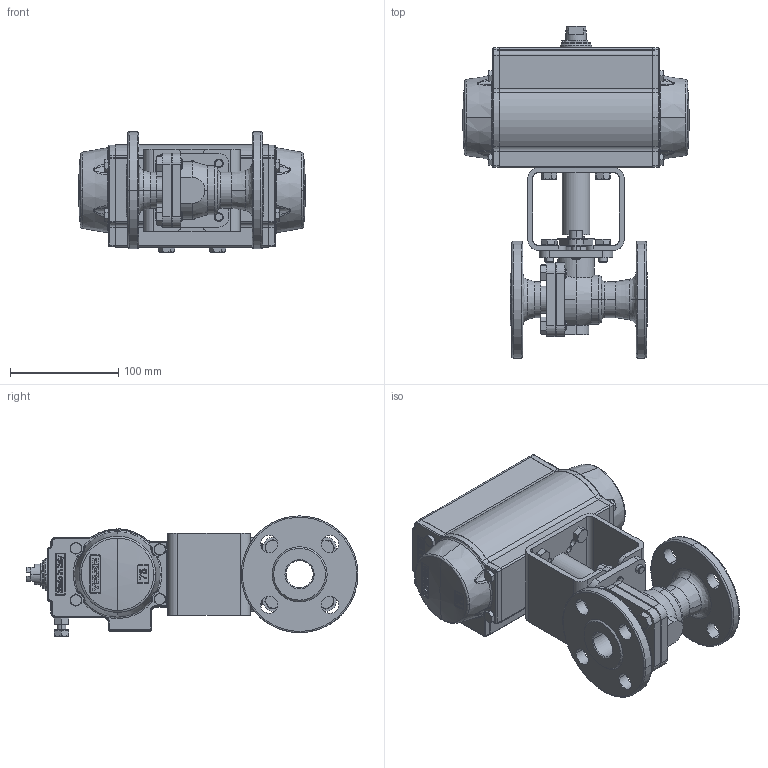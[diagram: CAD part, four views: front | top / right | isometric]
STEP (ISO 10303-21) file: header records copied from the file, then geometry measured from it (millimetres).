
FILE_DESCRIPTION (( 'STEP AP203' ), '1' );
FILE_NAME ('5801F-100_UT-2.STEP', '2017-11-27T19:59:47', ( '' ), ( '' ), 'SwSTEP 2.0', 'SolidWorks 2014', '' );
FILE_SCHEMA (( 'CONFIG_CONTROL_DESIGN' ));
Length unit declared in the file: inch
Products named in the file (1): 5801F-100_UT-2
Bounding box: 209.78 x 306.92 x 111.17 mm (x, y, z)
Surface area: 230967.9 mm2 (no closed solid volume)
Topology: 0 solids, 50 shells, 1306 faces, 4155 edges, 2812 vertices
Faces by surface type: plane 489, bspline 280, cylinder 267, cone 244, sphere 26
Entity records: 65337 total; most frequent: CARTESIAN_POINT 31382, ORIENTED_EDGE 6904, DIRECTION 6498, EDGE_CURVE 4141, VERTEX_POINT 2812, AXIS2_PLACEMENT_3D 2454, VECTOR 1590, LINE 1590
